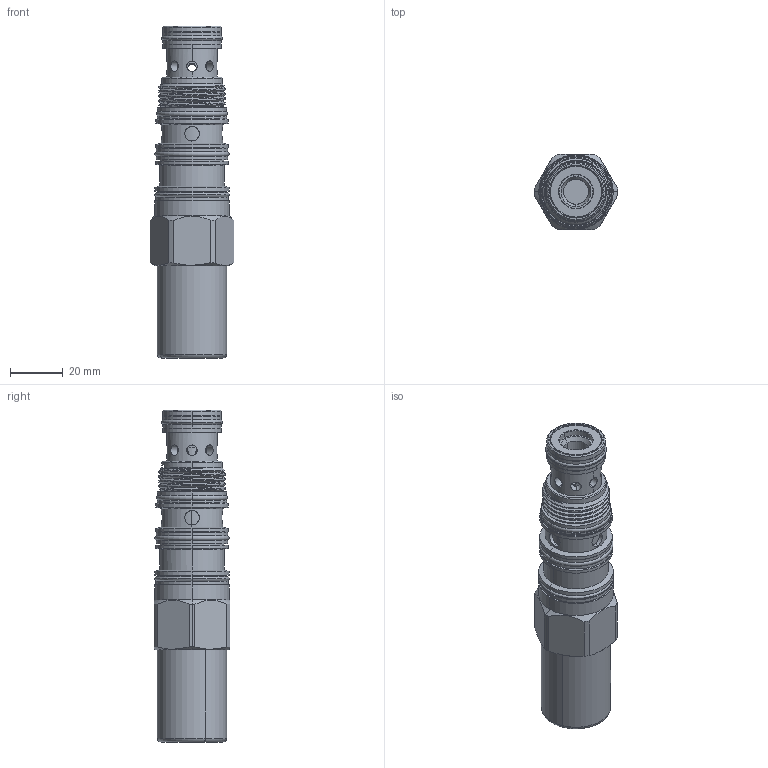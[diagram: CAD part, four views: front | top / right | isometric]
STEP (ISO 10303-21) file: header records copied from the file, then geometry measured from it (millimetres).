
FILE_DESCRIPTION (( 'STEP AP203' ), '1' );
FILE_NAME ('PW22A40(43)(45)-C.STEP', '2020-03-23T06:08:16', ( '' ), ( '' ), 'SwSTEP 2.0', 'SolidWorks 2018', '' );
FILE_SCHEMA (( 'CONFIG_CONTROL_DESIGN' ));
Length unit declared in the file: millimetre
Products named in the file (1): PW22A40(43)(45)-C
Bounding box: 31.8 x 28.57 x 125.69 mm (x, y, z)
Volume: 53999.3 mm3; surface area: 23758.4 mm2
Topology: 9 solids, 13 shells, 400 faces, 976 edges, 602 vertices
Faces by surface type: cylinder 220, plane 77, cone 50, torus 44, bspline 9
Entity records: 21321 total; most frequent: CARTESIAN_POINT 12008, ORIENTED_EDGE 1948, DIRECTION 1936, EDGE_CURVE 974, AXIS2_PLACEMENT_3D 813, VERTEX_POINT 602, EDGE_LOOP 464, CIRCLE 421
